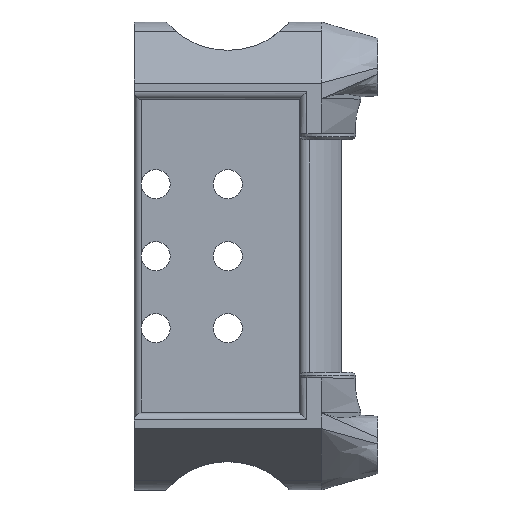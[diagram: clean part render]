
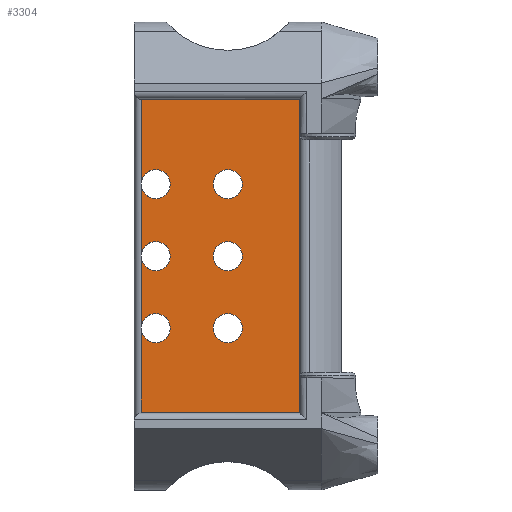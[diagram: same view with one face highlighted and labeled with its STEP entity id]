
A CAD part, top view. The second image highlights one B-rep face of the part: STEP entity #3304.
In plain terms, the highlighted planar face has unit normal (0, 0, 1).
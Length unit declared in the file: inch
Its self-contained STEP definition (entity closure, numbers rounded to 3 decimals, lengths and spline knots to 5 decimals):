
#49=FACE_BOUND('',#484,.T.);
#50=FACE_BOUND('',#485,.T.);
#51=FACE_BOUND('',#486,.T.);
#75=PLANE('',#3535);
#126=CIRCLE('',#3483,0.1005);
#132=CIRCLE('',#3497,0.1005);
#134=CIRCLE('',#3500,0.1005);
#136=CIRCLE('',#3503,0.1005);
#138=CIRCLE('',#3506,0.1005);
#140=CIRCLE('',#3509,0.1005);
#299=FACE_OUTER_BOUND('',#483,.T.);
#483=EDGE_LOOP('',(#2829,#2830,#2831,#2832,#2833,#2834,#2835,#2836,#2837,
#2838));
#484=EDGE_LOOP('',(#2839));
#485=EDGE_LOOP('',(#2840));
#486=EDGE_LOOP('',(#2841));
#912=LINE('',#7284,#1083);
#914=LINE('',#7287,#1085);
#915=LINE('',#7299,#1086);
#916=LINE('',#7310,#1087);
#929=LINE('',#7350,#1100);
#937=LINE('',#7383,#1108);
#952=LINE('',#11035,#1123);
#1083=VECTOR('',#3912,0.3937);
#1085=VECTOR('',#3914,0.3937);
#1086=VECTOR('',#3915,0.3937);
#1087=VECTOR('',#3916,0.3937);
#1100=VECTOR('',#3943,0.3937);
#1108=VECTOR('',#3969,0.3937);
#1123=VECTOR('',#4078,0.3937);
#1372=VERTEX_POINT('',#7248);
#1378=VERTEX_POINT('',#7263);
#1381=VERTEX_POINT('',#7273);
#1383=VERTEX_POINT('',#7279);
#1384=VERTEX_POINT('',#7286);
#1386=VERTEX_POINT('',#7293);
#1387=VERTEX_POINT('',#7298);
#1389=VERTEX_POINT('',#7305);
#1403=VERTEX_POINT('',#7349);
#1411=VERTEX_POINT('',#7382);
#1419=VERTEX_POINT('',#7574);
#1421=VERTEX_POINT('',#7580);
#1423=VERTEX_POINT('',#7586);
#1794=EDGE_CURVE('',#1383,#1372,#912,.T.);
#1796=EDGE_CURVE('',#1378,#1384,#914,.T.);
#1799=EDGE_CURVE('',#1386,#1387,#915,.T.);
#1802=EDGE_CURVE('',#1389,#1381,#916,.T.);
#1819=EDGE_CURVE('',#1372,#1403,#929,.T.);
#1824=EDGE_CURVE('',#1383,#1381,#126,.T.);
#1834=EDGE_CURVE('',#1403,#1411,#937,.T.);
#1852=EDGE_CURVE('',#1419,#1419,#132,.T.);
#1855=EDGE_CURVE('',#1421,#1421,#134,.T.);
#1858=EDGE_CURVE('',#1423,#1423,#136,.T.);
#1861=EDGE_CURVE('',#1389,#1387,#138,.T.);
#1864=EDGE_CURVE('',#1386,#1384,#140,.T.);
#1940=EDGE_CURVE('',#1411,#1378,#952,.T.);
#2829=ORIENTED_EDGE('',*,*,#1796,.F.);
#2830=ORIENTED_EDGE('',*,*,#1940,.F.);
#2831=ORIENTED_EDGE('',*,*,#1834,.F.);
#2832=ORIENTED_EDGE('',*,*,#1819,.F.);
#2833=ORIENTED_EDGE('',*,*,#1794,.F.);
#2834=ORIENTED_EDGE('',*,*,#1824,.T.);
#2835=ORIENTED_EDGE('',*,*,#1802,.F.);
#2836=ORIENTED_EDGE('',*,*,#1861,.T.);
#2837=ORIENTED_EDGE('',*,*,#1799,.F.);
#2838=ORIENTED_EDGE('',*,*,#1864,.T.);
#2839=ORIENTED_EDGE('',*,*,#1852,.T.);
#2840=ORIENTED_EDGE('',*,*,#1855,.T.);
#2841=ORIENTED_EDGE('',*,*,#1858,.T.);
#3304=ADVANCED_FACE('',(#299,#49,#50,#51),#75,.T.);
#3483=AXIS2_PLACEMENT_3D('',#7358,#3952,#3953);
#3497=AXIS2_PLACEMENT_3D('',#7576,#3994,#3995);
#3500=AXIS2_PLACEMENT_3D('',#7582,#4001,#4002);
#3503=AXIS2_PLACEMENT_3D('',#7588,#4008,#4009);
#3506=AXIS2_PLACEMENT_3D('',#7593,#4015,#4016);
#3509=AXIS2_PLACEMENT_3D('',#7598,#4022,#4023);
#3535=AXIS2_PLACEMENT_3D('',#11034,#4076,#4077);
#3912=DIRECTION('',(0.,1.,0.));
#3914=DIRECTION('',(0.,1.,0.));
#3915=DIRECTION('',(0.,1.,0.));
#3916=DIRECTION('',(0.,1.,0.));
#3943=DIRECTION('',(1.,0.,0.));
#3952=DIRECTION('center_axis',(0.,0.,-1.));
#3953=DIRECTION('ref_axis',(1.,0.,0.));
#3969=DIRECTION('',(0.,-1.,0.));
#3994=DIRECTION('center_axis',(0.,0.,-1.));
#3995=DIRECTION('ref_axis',(1.,0.,0.));
#4001=DIRECTION('center_axis',(0.,0.,-1.));
#4002=DIRECTION('ref_axis',(1.,0.,0.));
#4008=DIRECTION('center_axis',(0.,0.,-1.));
#4009=DIRECTION('ref_axis',(1.,0.,0.));
#4015=DIRECTION('center_axis',(0.,0.,-1.));
#4016=DIRECTION('ref_axis',(1.,0.,0.));
#4022=DIRECTION('center_axis',(0.,0.,-1.));
#4023=DIRECTION('ref_axis',(1.,0.,0.));
#4076=DIRECTION('center_axis',(0.,0.,1.));
#4077=DIRECTION('ref_axis',(1.,0.,0.));
#4078=DIRECTION('',(-1.,0.,0.));
#7248=CARTESIAN_POINT('',(6.9,2.09,0.));
#7263=CARTESIAN_POINT('',(6.9,-0.09,0.));
#7273=CARTESIAN_POINT('',(6.9,1.48999,0.));
#7279=CARTESIAN_POINT('',(6.9,1.51001,0.));
#7284=CARTESIAN_POINT('',(6.9,-0.09,0.));
#7286=CARTESIAN_POINT('',(6.9,0.48999,0.));
#7287=CARTESIAN_POINT('',(6.9,-0.09,0.));
#7293=CARTESIAN_POINT('',(6.9,0.51001,0.));
#7298=CARTESIAN_POINT('',(6.9,0.98999,0.));
#7299=CARTESIAN_POINT('',(6.9,-0.09,0.));
#7305=CARTESIAN_POINT('',(6.9,1.01001,0.));
#7310=CARTESIAN_POINT('',(6.9,-0.09,0.));
#7349=CARTESIAN_POINT('',(8.,2.09,0.));
#7350=CARTESIAN_POINT('',(7.24378,2.09,0.));
#7358=CARTESIAN_POINT('Origin',(7.,1.5,0.));
#7382=CARTESIAN_POINT('',(8.,-0.09,0.));
#7383=CARTESIAN_POINT('',(8.,0.031,0.));
#7574=CARTESIAN_POINT('',(7.3995,1.,0.));
#7576=CARTESIAN_POINT('Origin',(7.5,1.,0.));
#7580=CARTESIAN_POINT('',(7.3995,0.5,0.));
#7582=CARTESIAN_POINT('Origin',(7.5,0.5,0.));
#7586=CARTESIAN_POINT('',(7.3995,1.5,0.));
#7588=CARTESIAN_POINT('Origin',(7.5,1.5,0.));
#7593=CARTESIAN_POINT('Origin',(7.,1.,0.));
#7598=CARTESIAN_POINT('Origin',(7.,0.5,0.));
#11034=CARTESIAN_POINT('Origin',(6.85,-0.09,0.));
#11035=CARTESIAN_POINT('',(7.24378,-0.09,0.));
